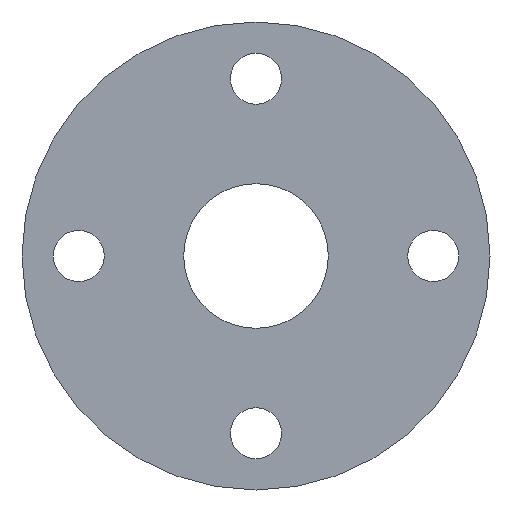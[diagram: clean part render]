
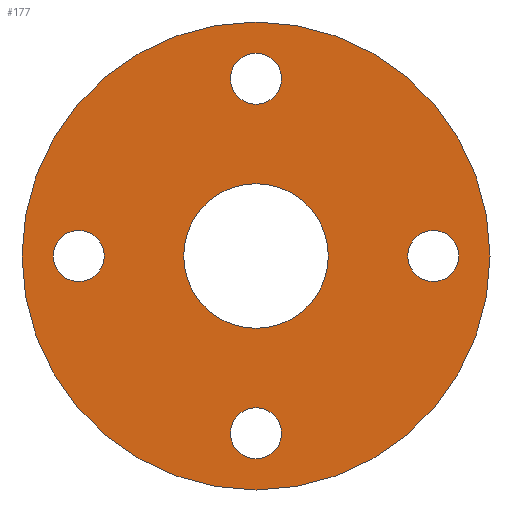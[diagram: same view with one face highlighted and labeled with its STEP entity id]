
A CAD part, front view. The second image highlights one B-rep face of the part: STEP entity #177.
In plain terms, the highlighted planar face has unit normal (0, -1, 0).
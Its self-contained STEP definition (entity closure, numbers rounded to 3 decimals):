
#30=ORIENTED_EDGE('',*,*,#62,.T.);
#31=ORIENTED_EDGE('',*,*,#63,.F.);
#32=ORIENTED_EDGE('',*,*,#64,.F.);
#33=ORIENTED_EDGE('',*,*,#65,.F.);
#34=ORIENTED_EDGE('',*,*,#66,.T.);
#35=ORIENTED_EDGE('',*,*,#67,.T.);
#62=EDGE_CURVE('',#78,#78,#94,.T.);
#63=EDGE_CURVE('',#79,#79,#95,.T.);
#64=EDGE_CURVE('',#80,#80,#96,.T.);
#65=EDGE_CURVE('',#81,#81,#97,.T.);
#66=EDGE_CURVE('',#82,#82,#98,.F.);
#67=EDGE_CURVE('',#83,#83,#99,.T.);
#78=VERTEX_POINT('',#295);
#79=VERTEX_POINT('',#297);
#80=VERTEX_POINT('',#299);
#81=VERTEX_POINT('',#301);
#82=VERTEX_POINT('',#303);
#83=VERTEX_POINT('',#305);
#94=CIRCLE('',#205,82.5);
#95=CIRCLE('',#206,9.);
#96=CIRCLE('',#207,9.);
#97=CIRCLE('',#208,9.);
#98=CIRCLE('',#209,9.);
#99=CIRCLE('',#210,25.5);
#110=EDGE_LOOP('',(#30));
#111=EDGE_LOOP('',(#31));
#112=EDGE_LOOP('',(#32));
#113=EDGE_LOOP('',(#33));
#114=EDGE_LOOP('',(#34));
#115=EDGE_LOOP('',(#35));
#142=FACE_BOUND('',#110,.T.);
#143=FACE_BOUND('',#111,.T.);
#144=FACE_BOUND('',#112,.T.);
#145=FACE_BOUND('',#113,.T.);
#146=FACE_BOUND('',#114,.T.);
#147=FACE_BOUND('',#115,.T.);
#173=PLANE('',#204);
#177=ADVANCED_FACE('',(#142,#143,#144,#145,#146,#147),#173,.T.);
#204=AXIS2_PLACEMENT_3D('',#293,#237,#238);
#205=AXIS2_PLACEMENT_3D('',#294,#239,#240);
#206=AXIS2_PLACEMENT_3D('',#296,#241,#242);
#207=AXIS2_PLACEMENT_3D('',#298,#243,#244);
#208=AXIS2_PLACEMENT_3D('',#300,#245,#246);
#209=AXIS2_PLACEMENT_3D('',#302,#247,#248);
#210=AXIS2_PLACEMENT_3D('',#304,#249,#250);
#237=DIRECTION('',(0.,-1.,0.));
#238=DIRECTION('',(0.,0.,-1.));
#239=DIRECTION('',(0.,-1.,0.));
#240=DIRECTION('',(0.,0.,-1.));
#241=DIRECTION('',(0.,-1.,0.));
#242=DIRECTION('',(0.,0.,-1.));
#243=DIRECTION('',(0.,-1.,0.));
#244=DIRECTION('',(0.,0.,-1.));
#245=DIRECTION('',(0.,-1.,0.));
#246=DIRECTION('',(0.,0.,-1.));
#247=DIRECTION('',(0.,-1.,0.));
#248=DIRECTION('',(0.,0.,-1.));
#249=DIRECTION('',(0.,1.,0.));
#250=DIRECTION('',(1.,0.,0.));
#293=CARTESIAN_POINT('',(0.,-1.,0.));
#294=CARTESIAN_POINT('',(0.,-1.,0.));
#295=CARTESIAN_POINT('',(0.,-1.,-82.5));
#296=CARTESIAN_POINT('',(62.5,-1.,0.));
#297=CARTESIAN_POINT('',(62.5,-1.,-9.));
#298=CARTESIAN_POINT('',(0.,-1.,62.5));
#299=CARTESIAN_POINT('',(0.,-1.,53.5));
#300=CARTESIAN_POINT('',(-62.5,-1.,0.));
#301=CARTESIAN_POINT('',(-62.5,-1.,-9.));
#302=CARTESIAN_POINT('',(0.,-1.,-62.5));
#303=CARTESIAN_POINT('',(0.,-1.,-71.5));
#304=CARTESIAN_POINT('',(0.,-1.,0.));
#305=CARTESIAN_POINT('',(25.5,-1.,0.));
